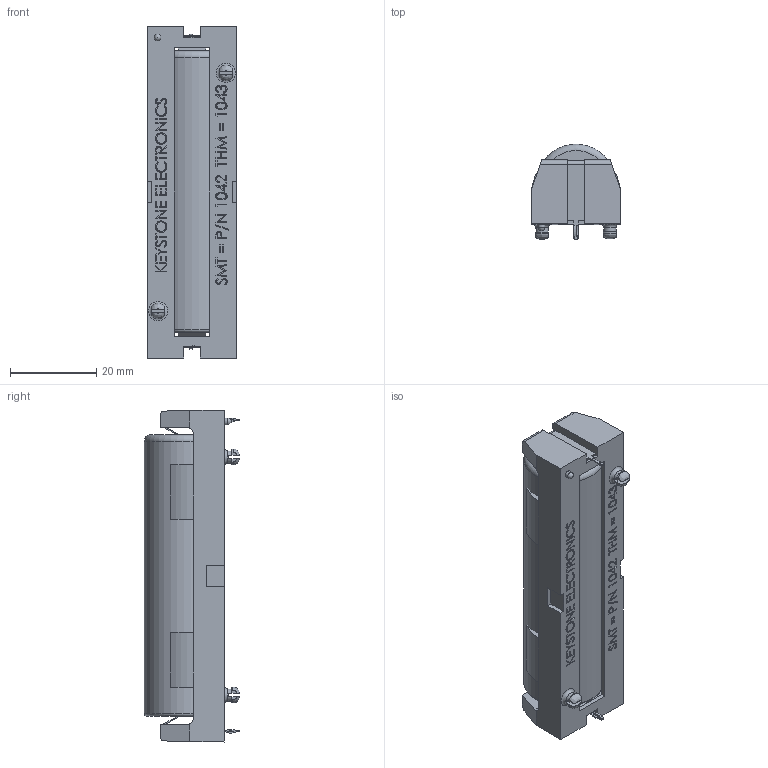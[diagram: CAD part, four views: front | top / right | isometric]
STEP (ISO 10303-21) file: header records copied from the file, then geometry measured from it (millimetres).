
FILE_DESCRIPTION(/* description */ (''),/* implementation_level */ '2;1');
FILE_NAME(/* name */ 'keystone-PN1043-with-cell.step',/* time_stamp */ '2022-03-23T21:08:14+01:00',/* author */ (''),/* organization */ (''),/* preprocessor_version */ 'ST-DEVELOPER v18.1',/* originating_system */ 'Autodesk Translation Framework v10.13.0.1454',/* authorisation */ '');
FILE_SCHEMA (('AUTOMOTIVE_DESIGN { 1 0 10303 214 3 1 1 }'));
Length unit declared in the file: millimetre
Products named in the file (1): keystone-PN1043
Bounding box: 20.65 x 22.11 x 77.05 mm (x, y, z)
Volume: 23038.4 mm3; surface area: 10551.1 mm2
Topology: 2 solids, 2 shells, 675 faces, 1851 edges, 1223 vertices
Faces by surface type: plane 487, bspline 132, cylinder 50, torus 5, sphere 1
Full cylindrical faces by diameter (mm): 1.575 x1, 2.921 x2, 8 x1, 10 x1, 18.5 x1
Entity records: 28857 total; most frequent: CARTESIAN_POINT 12349, ORIENTED_EDGE 3700, DIRECTION 2816, EDGE_CURVE 1850, LINE 1420, VECTOR 1420, VERTEX_POINT 1223, EDGE_LOOP 731
